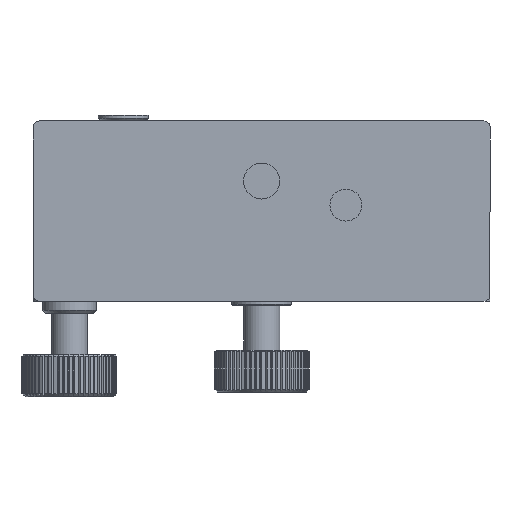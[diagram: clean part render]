
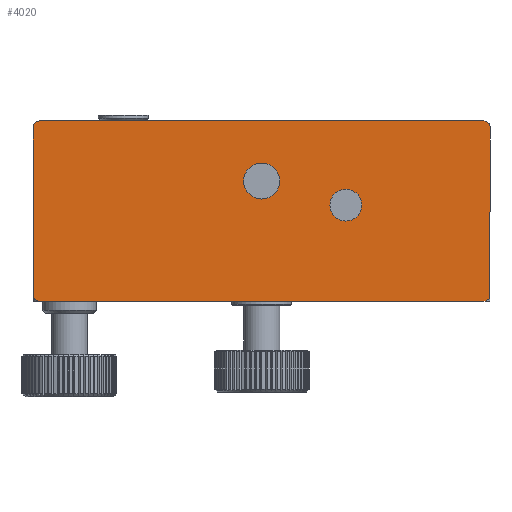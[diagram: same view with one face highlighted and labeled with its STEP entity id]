
A CAD part, front view. The second image highlights one B-rep face of the part: STEP entity #4020.
In plain terms, the highlighted planar face has unit normal (0, -1, 0).
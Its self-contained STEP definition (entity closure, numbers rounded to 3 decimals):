
#1338 = VERTEX_POINT ( 'NONE', #12485 ) ;
#1340 = VERTEX_POINT ( 'NONE', #12487 ) ;
#3509 = VERTEX_POINT ( 'NONE', #12841 ) ;
#3513 = VERTEX_POINT ( 'NONE', #12845 ) ;
#3517 = VERTEX_POINT ( 'NONE', #12849 ) ;
#3519 = VERTEX_POINT ( 'NONE', #12851 ) ;
#4020 = ADVANCED_FACE ( 'NONE', ( #14534, #14543, #14536 ), #15851, .T. ) ;
#4894 = EDGE_CURVE ( 'NONE', #5162, #3513, #19075, .T. ) ;
#4896 = EDGE_CURVE ( 'NONE', #5163, #1340, #19079, .T. ) ;
#4898 = EDGE_CURVE ( 'NONE', #19458, #19458, #19085, .T. ) ;
#4928 = EDGE_CURVE ( 'NONE', #1338, #1340, #19133, .T. ) ;
#4939 = EDGE_CURVE ( 'NONE', #5162, #3517, #19153, .T. ) ;
#4941 = EDGE_CURVE ( 'NONE', #3519, #3517, #19157, .T. ) ;
#4946 = EDGE_CURVE ( 'NONE', #3519, #3509, #19166, .T. ) ;
#4949 = EDGE_CURVE ( 'NONE', #1338, #3509, #19169, .T. ) ;
#4953 = EDGE_CURVE ( 'NONE', #19467, #19467, #19175, .T. ) ;
#4967 = EDGE_CURVE ( 'NONE', #5163, #3513, #19197, .T. ) ;
#5162 = VERTEX_POINT ( 'NONE', #20733 ) ;
#5163 = VERTEX_POINT ( 'NONE', #20721 ) ;
#5260 = ORIENTED_EDGE ( 'NONE', *, *, #4898, .T. ) ;
#5261 = ORIENTED_EDGE ( 'NONE', *, *, #4896, .F. ) ;
#5262 = ORIENTED_EDGE ( 'NONE', *, *, #4967, .T. ) ;
#5263 = ORIENTED_EDGE ( 'NONE', *, *, #4894, .F. ) ;
#5264 = ORIENTED_EDGE ( 'NONE', *, *, #4939, .T. ) ;
#5265 = ORIENTED_EDGE ( 'NONE', *, *, #4941, .F. ) ;
#5266 = ORIENTED_EDGE ( 'NONE', *, *, #4946, .T. ) ;
#5267 = ORIENTED_EDGE ( 'NONE', *, *, #4949, .F. ) ;
#5268 = ORIENTED_EDGE ( 'NONE', *, *, #4928, .T. ) ;
#5269 = ORIENTED_EDGE ( 'NONE', *, *, #4953, .T. ) ;
#6842 = EDGE_LOOP ( 'NONE', ( #5260 ) ) ;
#6846 = EDGE_LOOP ( 'NONE', ( #5269 ) ) ;
#6849 = EDGE_LOOP ( 'NONE', ( #5261, #5262, #5263, #5264, #5265, #5266, #5267, #5268 ) ) ;
#10273 = AXIS2_PLACEMENT_3D ( 'NONE', #15849, #15848, #15853 ) ;
#12485 = CARTESIAN_POINT ( 'NONE',  ( -15.853, -26.32, 15. ) ) ;
#12487 = CARTESIAN_POINT ( 'NONE',  ( -16.853, -26.32, 14. ) ) ;
#12841 = CARTESIAN_POINT ( 'NONE',  ( 58.147, -26.32, 15. ) ) ;
#12845 = CARTESIAN_POINT ( 'NONE',  ( -15.853, -26.32, -15. ) ) ;
#12849 = CARTESIAN_POINT ( 'NONE',  ( 59.147, -26.32, -14. ) ) ;
#12851 = CARTESIAN_POINT ( 'NONE',  ( 59.147, -26.32, 14. ) ) ;
#14534 = FACE_BOUND ( 'NONE', #6842, .T. ) ;
#14536 = FACE_BOUND ( 'NONE', #6846, .T. ) ;
#14543 = FACE_OUTER_BOUND ( 'NONE', #6849, .T. ) ;
#15848 = DIRECTION ( 'NONE',  ( 0., -1., 0. ) ) ;
#15849 = CARTESIAN_POINT ( 'NONE',  ( -16.853, -26.32, 15. ) ) ;
#15851 = PLANE ( 'NONE',  #10273 ) ;
#15853 = DIRECTION ( 'NONE',  ( 0., 0., -1. ) ) ;
#16536 = AXIS2_PLACEMENT_3D ( 'NONE', #20025, #20026, #20027 ) ;
#16545 = AXIS2_PLACEMENT_3D ( 'NONE', #20095, #20096, #20097 ) ;
#16548 = AXIS2_PLACEMENT_3D ( 'NONE', #20120, #20121, #20122 ) ;
#16550 = AXIS2_PLACEMENT_3D ( 'NONE', #20133, #20134, #20135 ) ;
#16554 = AXIS2_PLACEMENT_3D ( 'NONE', #20208, #20209, #20210 ) ;
#16560 = AXIS2_PLACEMENT_3D ( 'NONE', #20243, #20244, #20245 ) ;
#19075 = LINE ( 'NONE', #20015, #19080 ) ;
#19079 = LINE ( 'NONE', #20010, #19084 ) ;
#19080 = VECTOR ( 'NONE', #20016, 1000. ) ;
#19084 = VECTOR ( 'NONE', #20018, 1000. ) ;
#19085 = CIRCLE ( 'NONE', #16536, 3. ) ;
#19133 = CIRCLE ( 'NONE', #16545, 1. ) ;
#19153 = CIRCLE ( 'NONE', #16548, 1. ) ;
#19157 = LINE ( 'NONE', #20123, #19160 ) ;
#19160 = VECTOR ( 'NONE', #20124, 1000. ) ;
#19166 = CIRCLE ( 'NONE', #16550, 1. ) ;
#19169 = LINE ( 'NONE', #20132, #19173 ) ;
#19173 = VECTOR ( 'NONE', #20143, 1000. ) ;
#19175 = CIRCLE ( 'NONE', #16554, 2.65 ) ;
#19197 = CIRCLE ( 'NONE', #16560, 1. ) ;
#19458 = VERTEX_POINT ( 'NONE', #21246 ) ;
#19467 = VERTEX_POINT ( 'NONE', #21255 ) ;
#20010 = CARTESIAN_POINT ( 'NONE',  ( -16.853, -26.32, -15. ) ) ;
#20015 = CARTESIAN_POINT ( 'NONE',  ( 59.147, -26.32, -15. ) ) ;
#20016 = DIRECTION ( 'NONE',  ( -1., 0., 0. ) ) ;
#20018 = DIRECTION ( 'NONE',  ( 0., 0., 1. ) ) ;
#20025 = CARTESIAN_POINT ( 'NONE',  ( 21.147, -26.32, 5. ) ) ;
#20026 = DIRECTION ( 'NONE',  ( 0., 1., 0. ) ) ;
#20027 = DIRECTION ( 'NONE',  ( 0., 0., 1. ) ) ;
#20095 = CARTESIAN_POINT ( 'NONE',  ( -15.853, -26.32, 14. ) ) ;
#20096 = DIRECTION ( 'NONE',  ( 0., -1., 0. ) ) ;
#20097 = DIRECTION ( 'NONE',  ( 0., 0., -1. ) ) ;
#20120 = CARTESIAN_POINT ( 'NONE',  ( 58.147, -26.32, -14. ) ) ;
#20121 = DIRECTION ( 'NONE',  ( 0., -1., 0. ) ) ;
#20122 = DIRECTION ( 'NONE',  ( 0., 0., -1. ) ) ;
#20123 = CARTESIAN_POINT ( 'NONE',  ( 59.147, -26.32, -15. ) ) ;
#20124 = DIRECTION ( 'NONE',  ( 0., 0., -1. ) ) ;
#20132 = CARTESIAN_POINT ( 'NONE',  ( 59.147, -26.32, 15. ) ) ;
#20133 = CARTESIAN_POINT ( 'NONE',  ( 58.147, -26.32, 14. ) ) ;
#20134 = DIRECTION ( 'NONE',  ( 0., -1., 0. ) ) ;
#20135 = DIRECTION ( 'NONE',  ( 0., 0., -1. ) ) ;
#20143 = DIRECTION ( 'NONE',  ( 1., 0., 0. ) ) ;
#20208 = CARTESIAN_POINT ( 'NONE',  ( 35.147, -26.32, 1. ) ) ;
#20209 = DIRECTION ( 'NONE',  ( 0., 1., 0. ) ) ;
#20210 = DIRECTION ( 'NONE',  ( 0., 0., 1. ) ) ;
#20243 = CARTESIAN_POINT ( 'NONE',  ( -15.853, -26.32, -14. ) ) ;
#20244 = DIRECTION ( 'NONE',  ( 0., -1., 0. ) ) ;
#20245 = DIRECTION ( 'NONE',  ( 0., 0., -1. ) ) ;
#20721 = CARTESIAN_POINT ( 'NONE',  ( -16.853, -26.32, -14. ) ) ;
#20733 = CARTESIAN_POINT ( 'NONE',  ( 58.147, -26.32, -15. ) ) ;
#21246 = CARTESIAN_POINT ( 'NONE',  ( 21.147, -26.32, 8. ) ) ;
#21255 = CARTESIAN_POINT ( 'NONE',  ( 35.147, -26.32, 3.65 ) ) ;
